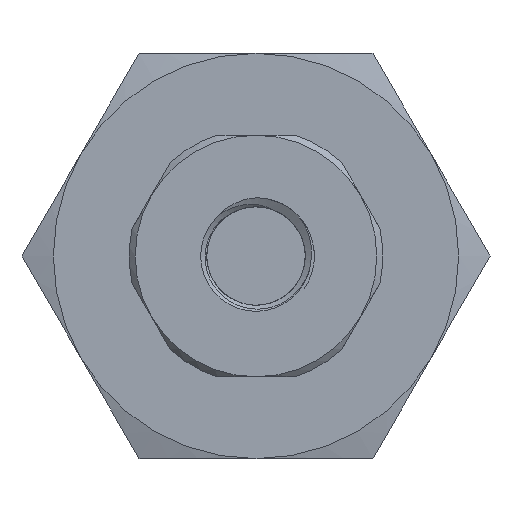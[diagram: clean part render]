
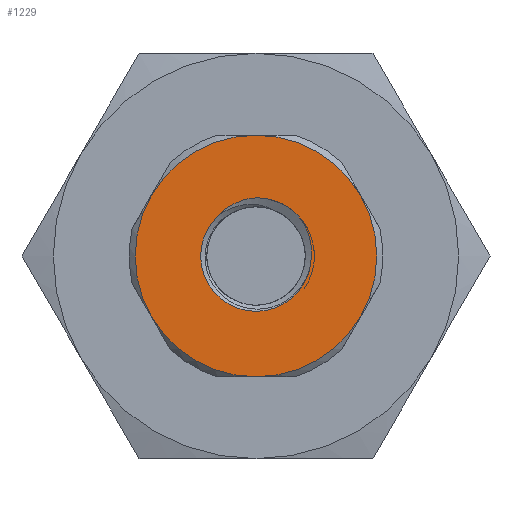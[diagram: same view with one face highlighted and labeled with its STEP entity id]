
A CAD part, front view. The second image highlights one B-rep face of the part: STEP entity #1229.
In plain terms, the highlighted planar face has unit normal (0, -1, 0).
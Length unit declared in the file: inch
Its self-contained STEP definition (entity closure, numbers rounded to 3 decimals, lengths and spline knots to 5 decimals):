
#53 = CARTESIAN_POINT ( 'NONE',  ( 0.28124, -4.06802, -0.00224 ) ) ;
#96 = CIRCLE ( 'NONE', #7772, 0.28125 ) ;
#169 = CARTESIAN_POINT ( 'NONE',  ( 0.21474, -4.06802, 0.2043 ) ) ;
#230 = CARTESIAN_POINT ( 'NONE',  ( 0.04687, -4.06802, 0.2933 ) ) ;
#231 = CARTESIAN_POINT ( 'NONE',  ( 0., -4.06802, 0. ) ) ;
#362 = DIRECTION ( 'NONE',  ( -0.866, 0., -0.5 ) ) ;
#388 = CARTESIAN_POINT ( 'NONE',  ( 0., -4.06802, 0. ) ) ;
#440 = AXIS2_PLACEMENT_3D ( 'NONE', #1527, #6066, #2166 ) ;
#477 = CARTESIAN_POINT ( 'NONE',  ( 0.23712, -4.06802, 0.17462 ) ) ;
#659 = EDGE_CURVE ( 'Defeatured_0_56+Defeatured_0_58+Defeatured_0_61+Defeatured_0_59', #890, #2010, #2451, .T. ) ;
#838 = CARTESIAN_POINT ( 'NONE',  ( 0.20101, -4.06802, 0.21804 ) ) ;
#890 = VERTEX_POINT ( 'NONE', #7791 ) ;
#895 = DIRECTION ( 'NONE',  ( 0.866, 0., 0.5 ) ) ;
#971 = CARTESIAN_POINT ( 'NONE',  ( -0.18348, -4.06802, 0.21421 ) ) ;
#1142 = ORIENTED_EDGE ( 'NONE', *, *, #1591, .T. ) ;
#1144 = CARTESIAN_POINT ( 'NONE',  ( 0.25464, -4.06802, 0.14214 ) ) ;
#1229 = ADVANCED_FACE ( 'Defeatured_0_56', ( #6307, #4771 ), #5312, .F. ) ;
#1486 = CARTESIAN_POINT ( 'NONE',  ( 0.17862, -4.06802, 0.23672 ) ) ;
#1527 = CARTESIAN_POINT ( 'NONE',  ( 0., -4.06802, 0. ) ) ;
#1591 = EDGE_CURVE ( 'Defeatured_0_56+Defeatured_0_55+Defeatured_0_55+Defeatured_0_55', #6643, #3762, #4484, .T. ) ;
#1619 = CARTESIAN_POINT ( 'NONE',  ( -0.16264, -4.06802, 0.23282 ) ) ;
#1719 = B_SPLINE_CURVE_WITH_KNOTS ( 'NONE', 3,
 ( #4189, #971, #5504, #1619, #6161, #2263, #6809, #2917, #7460, #3565, #8134, #4219 ),
 .UNSPECIFIED., .F., .F.,
 ( 4, 2, 2, 2, 2, 4 ),
 ( 0.01071, 0.01142, 0.01212, 0.01353, 0.01493, 0.01634 ),
 .UNSPECIFIED. ) ;
#1736 = DIRECTION ( 'NONE',  ( 0., -1., 0. ) ) ;
#1790 = CARTESIAN_POINT ( 'NONE',  ( 0.26539, -4.06802, 0.11634 ) ) ;
#2010 = VERTEX_POINT ( 'NONE', #4318 ) ;
#2131 = CARTESIAN_POINT ( 'NONE',  ( 0.13827, -4.06802, 0.26287 ) ) ;
#2166 = DIRECTION ( 'NONE',  ( 0.866, 0., 0.5 ) ) ;
#2212 = CIRCLE ( 'NONE', #440, 0.61375 ) ;
#2263 = CARTESIAN_POINT ( 'NONE',  ( -0.13277, -4.06802, 0.25447 ) ) ;
#2320 = CARTESIAN_POINT ( 'NONE',  ( -0.18988, -4.06802, 0.20748 ) ) ;
#2433 = CARTESIAN_POINT ( 'NONE',  ( 0.27792, -4.06802, 0.07176 ) ) ;
#2451 = B_SPLINE_CURVE_WITH_KNOTS ( 'NONE', 3,
 ( #7323, #7990, #230, #2785, #6674, #2131, #6029, #1486, #5361, #838, #4720, #169 ),
 .UNSPECIFIED., .F., .F.,
 ( 4, 2, 2, 2, 2, 4 ),
 ( 0., 0.00148, 0.00296, 0.00445, 0.00519, 0.00593 ),
 .UNSPECIFIED. ) ;
#2497 = EDGE_LOOP ( 'NONE', ( #4230, #5617, #8032, #3023 ) ) ;
#2599 = EDGE_CURVE ( 'Defeatured_0_56+Defeatured_0_61+Defeatured_0_63+Defeatured_0_58', #7181, #890, #1719, .T. ) ;
#2785 = CARTESIAN_POINT ( 'NONE',  ( 0.08454, -4.06802, 0.28474 ) ) ;
#2842 = B_SPLINE_CURVE_WITH_KNOTS ( 'NONE', 3,
 ( #4363, #8281, #477, #5021, #1144, #5668, #1790, #6337, #2433, #6969, #3087, #7632, #3733, #8305 ),
 .UNSPECIFIED., .F., .F.,
 ( 4, 2, 2, 2, 2, 2, 4 ),
 ( 0., 0.00141, 0.00211, 0.00281, 0.00422, 0.00492, 0.00562 ),
 .UNSPECIFIED. ) ;
#2917 = CARTESIAN_POINT ( 'NONE',  ( -0.08258, -4.06802, 0.27889 ) ) ;
#3023 = ORIENTED_EDGE ( 'NONE', *, *, #6483, .F. ) ;
#3087 = CARTESIAN_POINT ( 'NONE',  ( 0.28184, -4.06802, 0.03501 ) ) ;
#3272 = ORIENTED_EDGE ( 'NONE', *, *, #7977, .T. ) ;
#3482 = AXIS2_PLACEMENT_3D ( 'NONE', #231, #4780, #895 ) ;
#3565 = CARTESIAN_POINT ( 'NONE',  ( -0.02911, -4.06802, 0.29302 ) ) ;
#3656 = AXIS2_PLACEMENT_3D ( 'NONE', #388, #5790, #362 ) ;
#3733 = CARTESIAN_POINT ( 'NONE',  ( 0.28196, -4.06802, 0.007 ) ) ;
#3762 = VERTEX_POINT ( 'NONE', #4732 ) ;
#4189 = CARTESIAN_POINT ( 'NONE',  ( -0.18988, -4.06802, 0.20748 ) ) ;
#4219 = CARTESIAN_POINT ( 'NONE',  ( 0.0081, -4.06802, 0.29628 ) ) ;
#4230 = ORIENTED_EDGE ( 'NONE', *, *, #2599, .T. ) ;
#4318 = CARTESIAN_POINT ( 'NONE',  ( 0.21474, -4.06802, 0.2043 ) ) ;
#4363 = CARTESIAN_POINT ( 'NONE',  ( 0.21474, -4.06802, 0.2043 ) ) ;
#4484 = CIRCLE ( 'NONE', #3482, 0.61375 ) ;
#4720 = CARTESIAN_POINT ( 'NONE',  ( 0.20803, -4.06802, 0.21134 ) ) ;
#4732 = CARTESIAN_POINT ( 'NONE',  ( -0.53152, -4.06802, -0.30688 ) ) ;
#4771 = FACE_OUTER_BOUND ( 'NONE', #7276, .T. ) ;
#4780 = DIRECTION ( 'NONE',  ( 0., -1., 0. ) ) ;
#5021 = CARTESIAN_POINT ( 'NONE',  ( 0.25054, -4.06802, 0.15042 ) ) ;
#5047 = VERTEX_POINT ( 'NONE', #53 ) ;
#5101 = CARTESIAN_POINT ( 'NONE',  ( 0.53152, -4.06802, 0.30688 ) ) ;
#5312 = PLANE ( 'NONE',  #3656 ) ;
#5361 = CARTESIAN_POINT ( 'NONE',  ( 0.18631, -4.06802, 0.23072 ) ) ;
#5504 = CARTESIAN_POINT ( 'NONE',  ( -0.17669, -4.06802, 0.22068 ) ) ;
#5616 = CARTESIAN_POINT ( 'NONE',  ( 0., -4.06802, 0. ) ) ;
#5617 = ORIENTED_EDGE ( 'NONE', *, *, #659, .T. ) ;
#5668 = CARTESIAN_POINT ( 'NONE',  ( 0.26206, -4.06802, 0.12512 ) ) ;
#5790 = DIRECTION ( 'NONE',  ( 0., 1., 0. ) ) ;
#6029 = CARTESIAN_POINT ( 'NONE',  ( 0.15495, -4.06802, 0.2534 ) ) ;
#6066 = DIRECTION ( 'NONE',  ( 0., -1., 0. ) ) ;
#6161 = CARTESIAN_POINT ( 'NONE',  ( -0.15536, -4.06802, 0.23851 ) ) ;
#6277 = DIRECTION ( 'NONE',  ( 0.866, 0., 0.5 ) ) ;
#6307 = FACE_BOUND ( 'NONE', #2497, .T. ) ;
#6337 = CARTESIAN_POINT ( 'NONE',  ( 0.27398, -4.06802, 0.08978 ) ) ;
#6483 = EDGE_CURVE ( 'Defeatured_0_63+Defeatured_0_56+Defeatured_0_61+Defeatured_0_59', #7181, #5047, #96, .T. ) ;
#6534 = EDGE_CURVE ( 'Defeatured_0_56+Defeatured_0_59+Defeatured_0_58+Defeatured_0_63', #2010, #5047, #2842, .T. ) ;
#6643 = VERTEX_POINT ( 'NONE', #5101 ) ;
#6674 = CARTESIAN_POINT ( 'NONE',  ( 0.10312, -4.06802, 0.27854 ) ) ;
#6809 = CARTESIAN_POINT ( 'NONE',  ( -0.11663, -4.06802, 0.26368 ) ) ;
#6969 = CARTESIAN_POINT ( 'NONE',  ( 0.28119, -4.06802, 0.04426 ) ) ;
#7181 = VERTEX_POINT ( 'NONE', #2320 ) ;
#7276 = EDGE_LOOP ( 'NONE', ( #3272, #1142 ) ) ;
#7323 = CARTESIAN_POINT ( 'NONE',  ( 0.0081, -4.06802, 0.29628 ) ) ;
#7460 = CARTESIAN_POINT ( 'NONE',  ( -0.06506, -4.06802, 0.2847 ) ) ;
#7632 = CARTESIAN_POINT ( 'NONE',  ( 0.28223, -4.06802, 0.01636 ) ) ;
#7772 = AXIS2_PLACEMENT_3D ( 'NONE', #5616, #1736, #6277 ) ;
#7791 = CARTESIAN_POINT ( 'NONE',  ( 0.0081, -4.06802, 0.29628 ) ) ;
#7977 = EDGE_CURVE ( 'Defeatured_0_56+Defeatured_0_55+Defeatured_0_55+Defeatured_0_55', #3762, #6643, #2212, .T. ) ;
#7990 = CARTESIAN_POINT ( 'NONE',  ( 0.02755, -4.06802, 0.29575 ) ) ;
#8032 = ORIENTED_EDGE ( 'NONE', *, *, #6534, .T. ) ;
#8134 = CARTESIAN_POINT ( 'NONE',  ( -0.01057, -4.06802, 0.29554 ) ) ;
#8281 = CARTESIAN_POINT ( 'NONE',  ( 0.2267, -4.06802, 0.1899 ) ) ;
#8305 = CARTESIAN_POINT ( 'NONE',  ( 0.28124, -4.06802, -0.00224 ) ) ;
